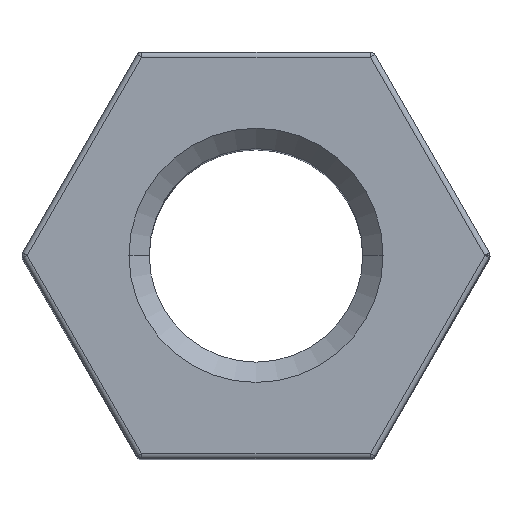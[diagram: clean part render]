
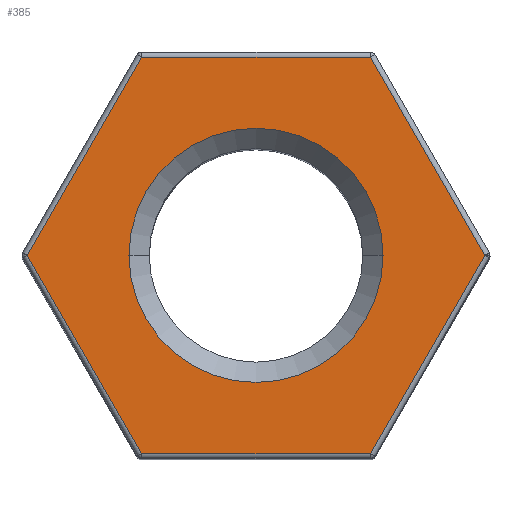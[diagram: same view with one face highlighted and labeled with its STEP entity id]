
A CAD part, top view. The second image highlights one B-rep face of the part: STEP entity #385.
In plain terms, the highlighted planar face has unit normal (0, 0, 1).
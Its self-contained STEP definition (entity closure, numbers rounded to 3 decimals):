
#7 = VERTEX_POINT ( 'NONE', #135 ) ;
#87 = EDGE_LOOP ( 'NONE', ( #1031, #1258, #615, #1054, #358, #1086 ) ) ;
#93 = CARTESIAN_POINT ( 'NONE',  ( -2.5, 0., 15. ) ) ;
#125 = EDGE_CURVE ( 'NONE', #1042, #823, #1028, .T. ) ;
#135 = CARTESIAN_POINT ( 'NONE',  ( 2.252, 3.9, 15. ) ) ;
#166 = EDGE_LOOP ( 'NONE', ( #787, #482 ) ) ;
#176 = VECTOR ( 'NONE', #1234, 1000. ) ;
#192 = CARTESIAN_POINT ( 'NONE',  ( 2.223, 3.95, 15. ) ) ;
#194 = CARTESIAN_POINT ( 'NONE',  ( 0., 0., 15. ) ) ;
#202 = VERTEX_POINT ( 'NONE', #1020 ) ;
#206 = CARTESIAN_POINT ( 'NONE',  ( -2.223, -3.95, 15. ) ) ;
#256 = VECTOR ( 'NONE', #1067, 1000. ) ;
#273 = LINE ( 'NONE', #732, #1239 ) ;
#282 = VERTEX_POINT ( 'NONE', #978 ) ;
#292 = CARTESIAN_POINT ( 'NONE',  ( -2.252, 3.9, 15. ) ) ;
#295 = AXIS2_PLACEMENT_3D ( 'NONE', #194, #904, #330 ) ;
#330 = DIRECTION ( 'NONE',  ( 1., 0., 0. ) ) ;
#339 = DIRECTION ( 'NONE',  ( -1., 0., 0. ) ) ;
#343 = DIRECTION ( 'NONE',  ( 0.5, -0.866, 0. ) ) ;
#358 = ORIENTED_EDGE ( 'NONE', *, *, #125, .T. ) ;
#375 = VERTEX_POINT ( 'NONE', #589 ) ;
#385 = ADVANCED_FACE ( 'NONE', ( #503, #474 ), #512, .T. ) ;
#468 = DIRECTION ( 'NONE',  ( -0.5, -0.866, 0. ) ) ;
#474 = FACE_BOUND ( 'NONE', #166, .T. ) ;
#482 = ORIENTED_EDGE ( 'NONE', *, *, #1261, .T. ) ;
#503 = FACE_OUTER_BOUND ( 'NONE', #87, .T. ) ;
#506 = DIRECTION ( 'NONE',  ( 1., 0., 0. ) ) ;
#512 = PLANE ( 'NONE',  #863 ) ;
#513 = CIRCLE ( 'NONE', #295, 2.5 ) ;
#541 = CARTESIAN_POINT ( 'NONE',  ( 4.619, 0., 15. ) ) ;
#545 = DIRECTION ( 'NONE',  ( 0., 0., 1. ) ) ;
#555 = DIRECTION ( 'NONE',  ( 0., 0., -1. ) ) ;
#570 = CARTESIAN_POINT ( 'NONE',  ( 4.503, 0., 15. ) ) ;
#589 = CARTESIAN_POINT ( 'NONE',  ( 2.5, 0., 15. ) ) ;
#591 = VECTOR ( 'NONE', #343, 1000. ) ;
#615 = ORIENTED_EDGE ( 'NONE', *, *, #846, .T. ) ;
#621 = LINE ( 'NONE', #206, #591 ) ;
#636 = VERTEX_POINT ( 'NONE', #292 ) ;
#644 = CARTESIAN_POINT ( 'NONE',  ( 2.309, -3.9, 15. ) ) ;
#648 = EDGE_CURVE ( 'NONE', #375, #969, #1222, .T. ) ;
#732 = CARTESIAN_POINT ( 'NONE',  ( -4.532, -0.05, 15. ) ) ;
#747 = LINE ( 'NONE', #644, #176 ) ;
#787 = ORIENTED_EDGE ( 'NONE', *, *, #648, .T. ) ;
#813 = EDGE_CURVE ( 'NONE', #7, #636, #1061, .T. ) ;
#823 = VERTEX_POINT ( 'NONE', #570 ) ;
#834 = EDGE_CURVE ( 'NONE', #636, #282, #273, .T. ) ;
#846 = EDGE_CURVE ( 'NONE', #282, #202, #621, .T. ) ;
#863 = AXIS2_PLACEMENT_3D ( 'NONE', #541, #545, #506 ) ;
#898 = DIRECTION ( 'NONE',  ( -0.5, 0.866, 0. ) ) ;
#904 = DIRECTION ( 'NONE',  ( 0., 0., -1. ) ) ;
#944 = AXIS2_PLACEMENT_3D ( 'NONE', #1056, #555, #1141 ) ;
#949 = VECTOR ( 'NONE', #898, 1000. ) ;
#969 = VERTEX_POINT ( 'NONE', #93 ) ;
#975 = LINE ( 'NONE', #192, #949 ) ;
#978 = CARTESIAN_POINT ( 'NONE',  ( -4.503, 0., 15. ) ) ;
#1020 = CARTESIAN_POINT ( 'NONE',  ( -2.252, -3.9, 15. ) ) ;
#1028 = LINE ( 'NONE', #1062, #256 ) ;
#1031 = ORIENTED_EDGE ( 'NONE', *, *, #813, .T. ) ;
#1040 = VECTOR ( 'NONE', #339, 1000. ) ;
#1042 = VERTEX_POINT ( 'NONE', #1260 ) ;
#1054 = ORIENTED_EDGE ( 'NONE', *, *, #1249, .T. ) ;
#1056 = CARTESIAN_POINT ( 'NONE',  ( 0., 0., 15. ) ) ;
#1061 = LINE ( 'NONE', #1076, #1040 ) ;
#1062 = CARTESIAN_POINT ( 'NONE',  ( 4.532, 0.05, 15. ) ) ;
#1067 = DIRECTION ( 'NONE',  ( 0.5, 0.866, 0. ) ) ;
#1076 = CARTESIAN_POINT ( 'NONE',  ( -2.309, 3.9, 15. ) ) ;
#1086 = ORIENTED_EDGE ( 'NONE', *, *, #1259, .T. ) ;
#1141 = DIRECTION ( 'NONE',  ( 1., 0., 0. ) ) ;
#1222 = CIRCLE ( 'NONE', #944, 2.5 ) ;
#1234 = DIRECTION ( 'NONE',  ( 1., 0., 0. ) ) ;
#1239 = VECTOR ( 'NONE', #468, 1000. ) ;
#1249 = EDGE_CURVE ( 'NONE', #202, #1042, #747, .T. ) ;
#1258 = ORIENTED_EDGE ( 'NONE', *, *, #834, .T. ) ;
#1259 = EDGE_CURVE ( 'NONE', #823, #7, #975, .T. ) ;
#1260 = CARTESIAN_POINT ( 'NONE',  ( 2.252, -3.9, 15. ) ) ;
#1261 = EDGE_CURVE ( 'NONE', #969, #375, #513, .T. ) ;
